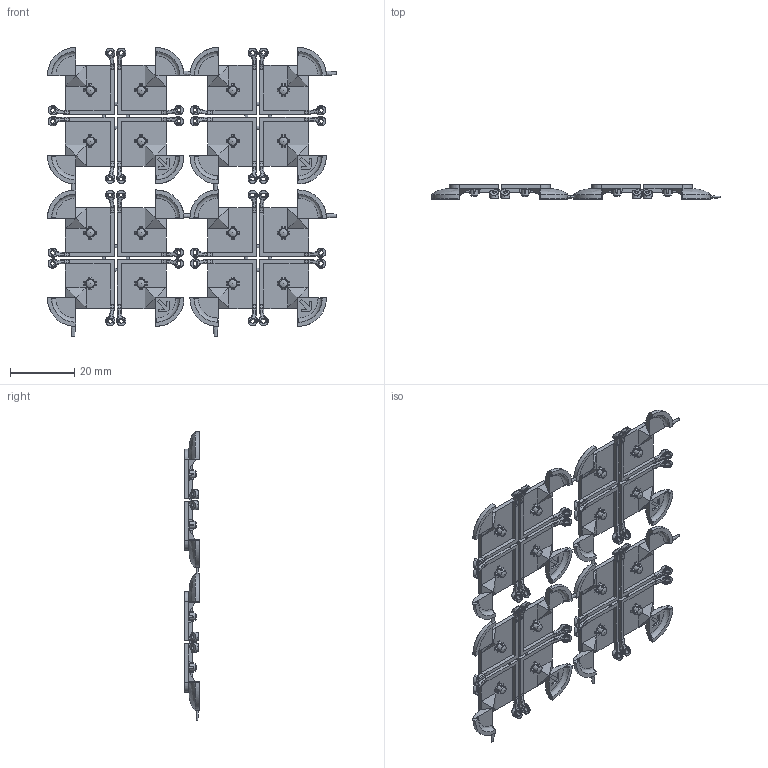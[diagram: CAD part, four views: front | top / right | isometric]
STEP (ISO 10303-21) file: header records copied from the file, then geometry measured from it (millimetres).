
FILE_DESCRIPTION(/* description */ (''),/* implementation_level */ '2;1');
FILE_NAME(/* name */ 'Remote Buttons Print Assembly.stp',/* time_stamp */ '2016-02-08T13:48:05-08:00',/* author */ ('Sam Clay'),/* organization */ (''),/* preprocessor_version */ 'ST-DEVELOPER v16.1',/* originating_system */ 'Autodesk Inventor 2016',/* authorisation */ '');
FILE_SCHEMA (('AUTOMOTIVE_DESIGN { 1 0 10303 214 3 1 1 }'));
Length unit declared in the file: inch
Products named in the file (2): Remote Buttons; Remote Buttons Print Assembly
Assembly tree (4 placements, depth 2):
  Remote Buttons Print Assembly
    Remote Buttons  x4
Bounding box: 90.16 x 4.45 x 90.16 mm (x, y, z)
Volume: 7884.3 mm3; surface area: 16524.7 mm2
Topology: 72 solids, 72 shells, 1828 faces, 5024 edges, 3288 vertices
Faces by surface type: plane 800, bspline 592, cylinder 336, torus 64, cone 36
Full cylindrical faces by diameter (mm): 1.191 x32
Entity records: 28400 total; most frequent: CARTESIAN_POINT 18013, ORIENTED_EDGE 2414, DIRECTION 1661, EDGE_CURVE 1207, VERTEX_POINT 802, AXIS2_PLACEMENT_3D 585, LINE 491, VECTOR 491
